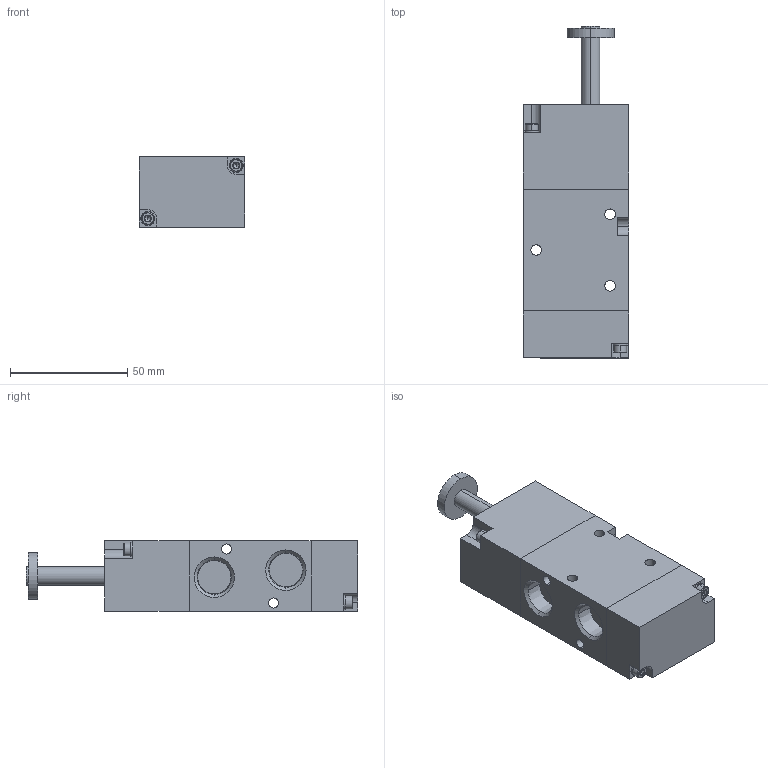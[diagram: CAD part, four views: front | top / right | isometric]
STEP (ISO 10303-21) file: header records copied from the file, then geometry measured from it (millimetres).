
FILE_DESCRIPTION (( 'STEP AP203' ), '1' );
FILE_NAME ('7040020500U.step', '2024-02-07T21:18:59', ( '' ), ( '' ), 'SwSTEP 2.0', 'SolidWorks 2023', '' );
FILE_SCHEMA (( 'CONFIG_CONTROL_DESIGN' ));
Length unit declared in the file: inch
Products named in the file (1): 7040020500U
Bounding box: 45 x 141.4 x 30 mm (x, y, z)
Volume: 139467.2 mm3; surface area: 30456.9 mm2
Topology: 11 solids, 11 shells, 252 faces, 559 edges, 340 vertices
Faces by surface type: plane 117, cylinder 61, cone 50, bspline 24
Entity records: 7582 total; most frequent: CARTESIAN_POINT 1944, DIRECTION 1201, ORIENTED_EDGE 1102, EDGE_CURVE 551, AXIS2_PLACEMENT_3D 461, VERTEX_POINT 340, EDGE_LOOP 289, LINE 279
